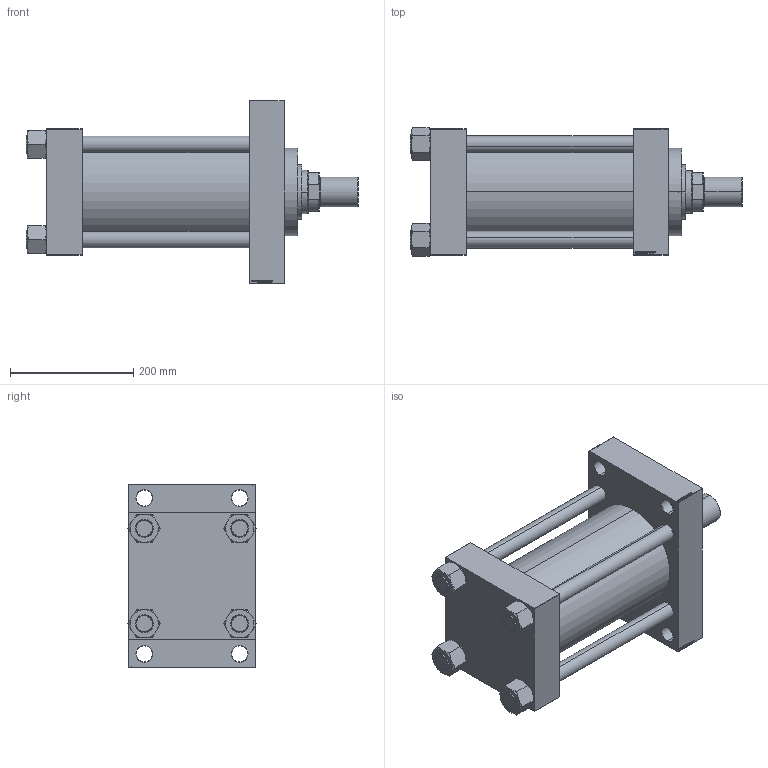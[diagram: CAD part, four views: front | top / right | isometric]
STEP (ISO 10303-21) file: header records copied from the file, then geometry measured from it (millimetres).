
FILE_DESCRIPTION (( 'STEP AP203' ), '1' );
FILE_NAME ('eea8.STEP', '2022-04-14T15:02:05', ( '' ), ( '' ), 'SwSTEP 2.0', 'SolidWorks 2019', '' );
FILE_SCHEMA (( 'CONFIG_CONTROL_DESIGN' ));
Length unit declared in the file: millimetre
Products named in the file (7): eea8; V215CR_D_TYCINKA 4c6bb88bc3541f40d41e3a0547712229; ROD_END_AH 4c6bb88bc3541f40d41e3a0547712229; V215CR_D_Body 4c6bb88bc3541f40d41e3a0547712229; V215CR_VCP_D 4c6bb88bc3541f40d41e3a0547712229; NUT_M5_D 4c6bb88bc3541f40d41e3a0547712229; V215_VC_A 4c6bb88bc3541f40d41e3a0547712229
Assembly tree (12 placements, depth 2):
  eea8
    V215CR_D_Body 4c6bb88bc3541f40d41e3a0547712229
    V215CR_VCP_D 4c6bb88bc3541f40d41e3a0547712229
    NUT_M5_D 4c6bb88bc3541f40d41e3a0547712229  x4
    V215CR_D_TYCINKA 4c6bb88bc3541f40d41e3a0547712229  x4
    V215_VC_A 4c6bb88bc3541f40d41e3a0547712229
    ROD_END_AH 4c6bb88bc3541f40d41e3a0547712229
Bounding box: 539 x 208.14 x 297 mm (x, y, z)
Volume: 9390732.2 mm3; surface area: 1023312.4 mm2
Topology: 12 solids, 12 shells, 1169 faces, 2944 edges, 1913 vertices
Faces by surface type: plane 550, bspline 368, cone 146, cylinder 95, torus 10
Entity records: 48327 total; most frequent: CARTESIAN_POINT 25304, ORIENTED_EDGE 5152, DIRECTION 3364, EDGE_CURVE 2576, VERTEX_POINT 1691, VECTOR 1538, LINE 1538, EDGE_LOOP 1147
